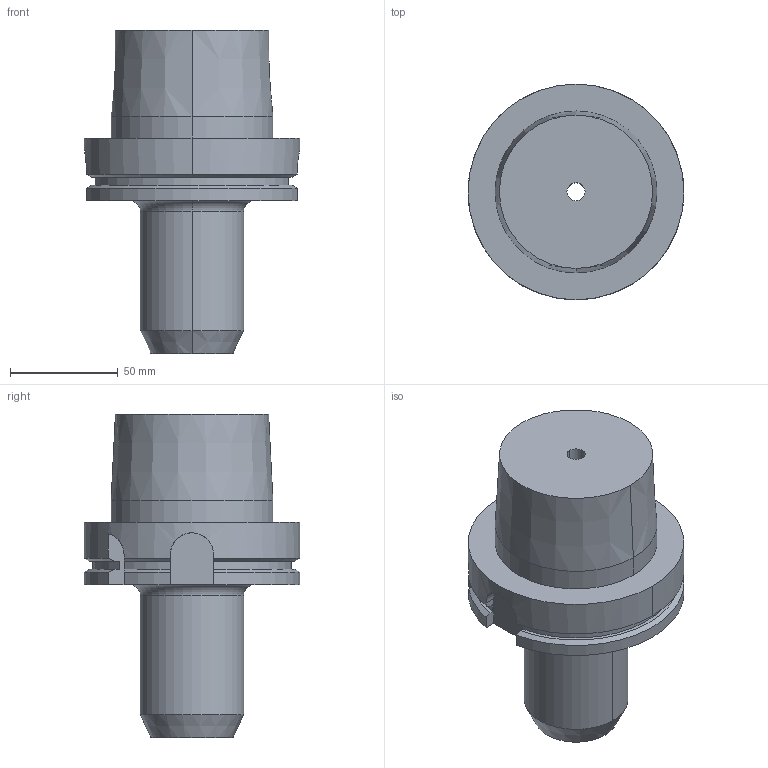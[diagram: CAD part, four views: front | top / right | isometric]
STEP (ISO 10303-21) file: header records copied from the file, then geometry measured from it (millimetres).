
FILE_DESCRIPTION((''),'2;1');
FILE_NAME('84700118','2019-03-01T15:41:32',('piechottad'),(''),'CREO PARAMETRIC BY PTC INC, 2018400','CREO PARAMETRIC BY PTC INC, 2018400','');
FILE_SCHEMA(('AUTOMOTIVE_DESIGN { 1 0 10303 214 1 1 1 1 }'));
Length unit declared in the file: millimetre
Products named in the file (1): 84700118
Bounding box: 100 x 100 x 150 mm (x, y, z)
Volume: 532193.6 mm3; surface area: 53344.6 mm2
Topology: 1 solids, 1 shells, 50 faces, 129 edges, 84 vertices
Faces by surface type: plane 19, cylinder 19, cone 10, torus 2
Entity records: 2457 total; most frequent: CARTESIAN_POINT 395, DIRECTION 305, ORIENTED_EDGE 258, PRESENTATION_STYLE_ASSIGNMENT 152, STYLED_ITEM 152, CURVE_STYLE 151, EDGE_CURVE 129, AXIS2_PLACEMENT_3D 118
